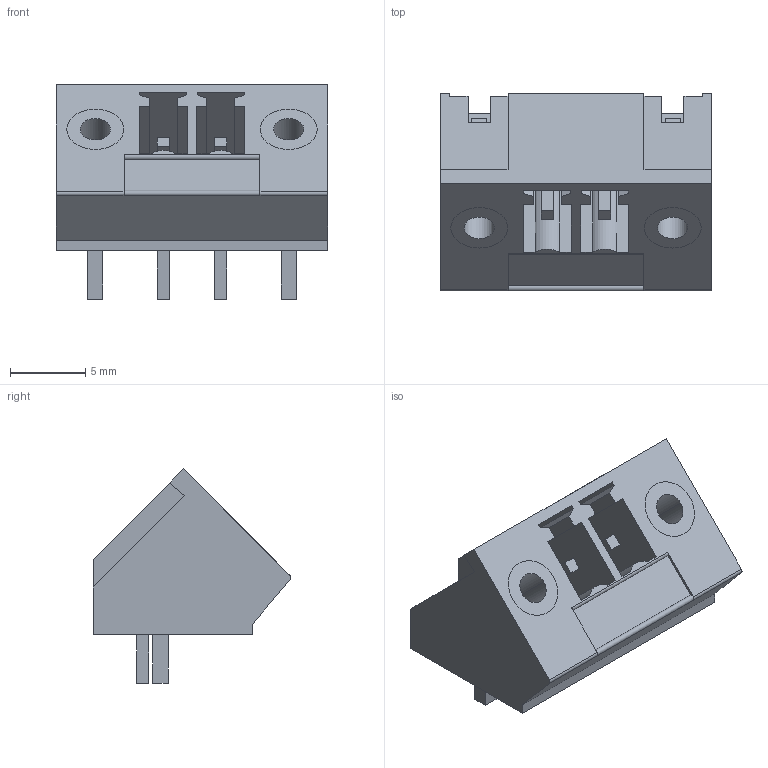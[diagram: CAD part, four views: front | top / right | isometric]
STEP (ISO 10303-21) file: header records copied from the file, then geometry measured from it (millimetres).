
FILE_DESCRIPTION(('CATIA V5 STEP Exchange','CAx-IF Rec.Pracs.--- Model Styling and Organization---1.2---2011-12-15'),'2;1');
FILE_NAME ('D1460996_0', '2018-04-23T10:17:31+00:00', ('none'), ('Weidmueller'), 'CATIA Version 5-6 Release 2014', 'CATIA V5 STEP AP214', 'none');
FILE_SCHEMA(('AUTOMOTIVE_DESIGN { 1 0 10303 214 1 1 1 1 }'));
Length unit declared in the file: millimetre
Products named in the file (1): 1978080000
Bounding box: 18.01 x 13.1 x 14.2 mm (x, y, z)
Volume: 944 mm3; surface area: 2178.9 mm2
Topology: 7 solids, 7 shells, 193 faces, 531 edges, 354 vertices
Faces by surface type: plane 161, cylinder 32
Entity records: 6140 total; most frequent: CARTESIAN_POINT 1088, ORIENTED_EDGE 1062, DIRECTION 884, EDGE_CURVE 531, VECTOR 467, LINE 467, VERTEX_POINT 354, AXIS2_PLACEMENT_3D 240
